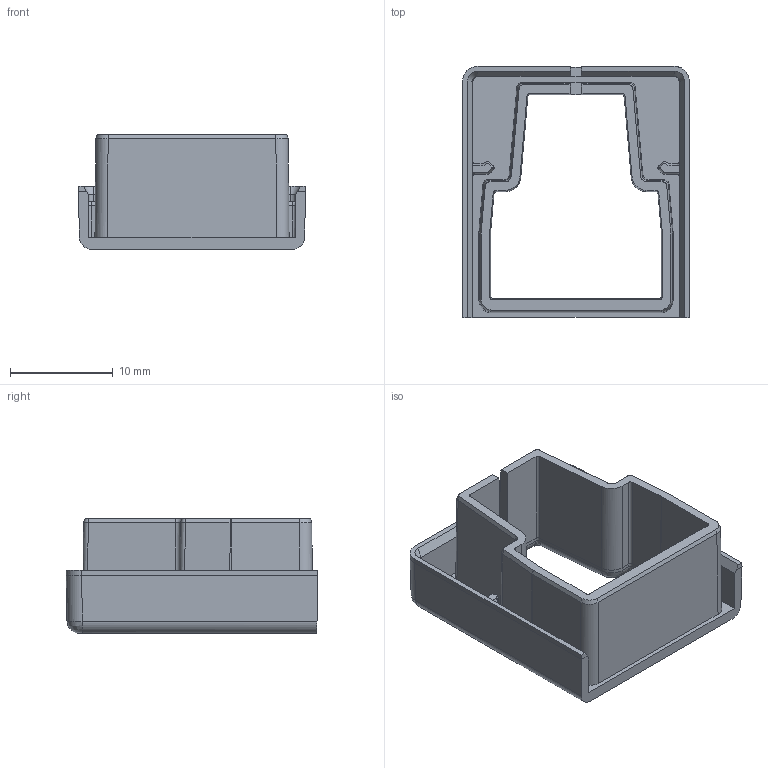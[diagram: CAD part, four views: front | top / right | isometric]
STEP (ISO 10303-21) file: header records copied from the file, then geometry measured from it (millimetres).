
FILE_DESCRIPTION (( 'STEP AP214' ), '1' );
FILE_NAME ('6249742.STEP', '2026-02-09T08:26:13', ( '' ), ( '' ), 'SwSTEP 2.0', 'SolidWorks 2024', '' );
FILE_SCHEMA (( 'AUTOMOTIVE_DESIGN' ));
Length unit declared in the file: millimetre
Products named in the file (1): 6249742
Bounding box: 22.1 x 24.5 x 11.15 mm (x, y, z)
Volume: 1389.8 mm3; surface area: 2783.7 mm2
Topology: 1 solids, 1 shells, 186 faces, 474 edges, 290 vertices
Faces by surface type: plane 88, cylinder 58, bspline 36, cone 4
Entity records: 6782 total; most frequent: CARTESIAN_POINT 2823, ORIENTED_EDGE 948, DIRECTION 632, EDGE_CURVE 474, VERTEX_POINT 290, LINE 266, VECTOR 266, EDGE_LOOP 188
